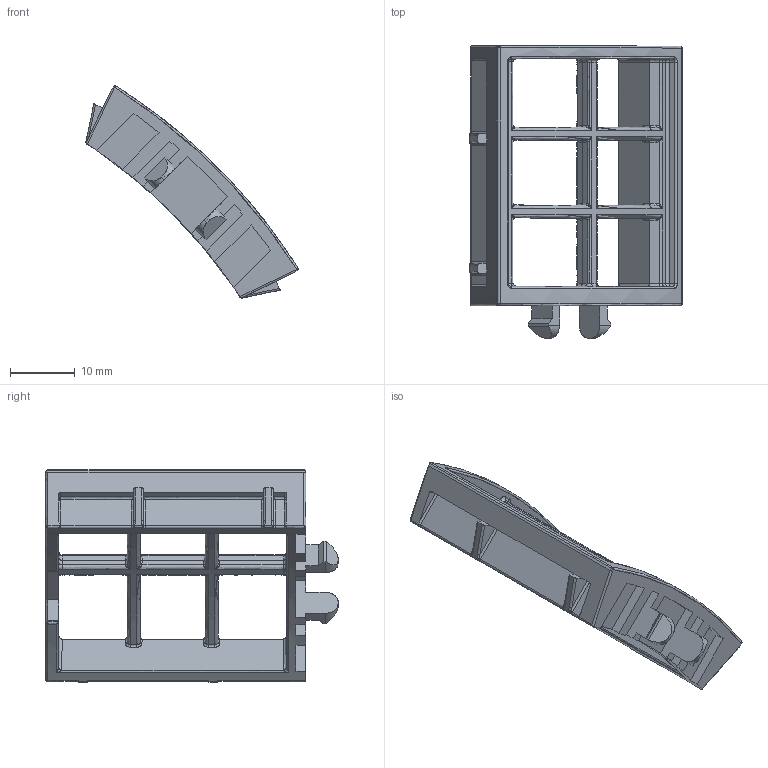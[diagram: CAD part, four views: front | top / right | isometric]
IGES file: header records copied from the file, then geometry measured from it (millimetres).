
Start section: SolidWorks IGES file using analytic representation for surfaces
Global section: file name: 10-00971-001d.igs; native system: SolidWorks 2012; preprocessor: SolidWorks 2012; author: Administrator; date: 140512.135430; units: millimetre
Bounding box: 32.68 x 44.98 x 32.68 mm (x, y, z)
Surface area: 4687.5 mm2 (no closed solid volume)
Topology: 0 solids, 0 shells, 443 faces, 3360 edges, 3253 vertices
Faces by surface type: bspline 291, revolution 152
